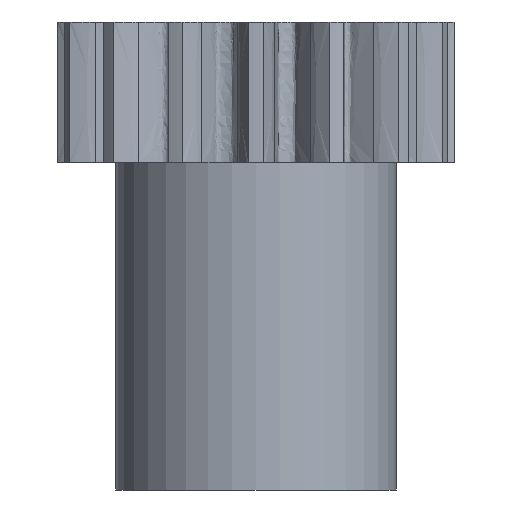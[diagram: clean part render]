
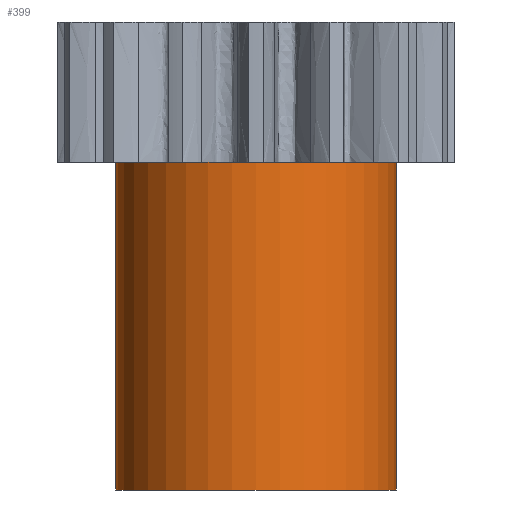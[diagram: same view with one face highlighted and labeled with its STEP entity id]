
A CAD part, front view. The second image highlights one B-rep face of the part: STEP entity #399.
In plain terms, the highlighted cylindrical face has radius 3 mm (diameter 6 mm), a partial arc.
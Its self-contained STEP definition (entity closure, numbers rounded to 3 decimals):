
#6 = EDGE_CURVE ( 'NONE', #295, #312, #797, .T. ) ;
#59 = EDGE_CURVE ( 'NONE', #155, #295, #1151, .T. ) ;
#154 = VERTEX_POINT ( 'NONE', #967 ) ;
#155 = VERTEX_POINT ( 'NONE', #978 ) ;
#159 = EDGE_CURVE ( 'NONE', #154, #312, #963, .T. ) ;
#295 = VERTEX_POINT ( 'NONE', #3459 ) ;
#312 = VERTEX_POINT ( 'NONE', #3434 ) ;
#397 = ORIENTED_EDGE ( 'NONE', *, *, #159, .F. ) ;
#398 = EDGE_CURVE ( 'NONE', #155, #154, #1445, .T. ) ;
#399 = ADVANCED_FACE ( 'NONE', ( #1527 ), #1574, .T. ) ;
#400 = ORIENTED_EDGE ( 'NONE', *, *, #59, .T. ) ;
#404 = ORIENTED_EDGE ( 'NONE', *, *, #6, .T. ) ;
#406 = ORIENTED_EDGE ( 'NONE', *, *, #398, .F. ) ;
#409 = EDGE_LOOP ( 'NONE', ( #397, #406, #400, #404 ) ) ;
#785 = DIRECTION ( 'NONE',  ( 1., 0., 0. ) ) ;
#786 = DIRECTION ( 'NONE',  ( 0., 0., -1. ) ) ;
#787 = CARTESIAN_POINT ( 'NONE',  ( 0., 0., -1.5 ) ) ;
#797 = CIRCLE ( 'NONE', #799, 3. ) ;
#799 = AXIS2_PLACEMENT_3D ( 'NONE', #787, #786, #785 ) ;
#959 = DIRECTION ( 'NONE',  ( 0., 0., 1. ) ) ;
#960 = VECTOR ( 'NONE', #959, 1000. ) ;
#962 = CARTESIAN_POINT ( 'NONE',  ( -3., 0., -8.5 ) ) ;
#963 = LINE ( 'NONE', #962, #960 ) ;
#967 = CARTESIAN_POINT ( 'NONE',  ( -3., 0., -8.5 ) ) ;
#978 = CARTESIAN_POINT ( 'NONE',  ( 3., 0., -8.5 ) ) ;
#1058 = DIRECTION ( 'NONE',  ( 0., 0., 1. ) ) ;
#1059 = VECTOR ( 'NONE', #1058, 1000. ) ;
#1061 = CARTESIAN_POINT ( 'NONE',  ( 3., 0., -8.5 ) ) ;
#1151 = LINE ( 'NONE', #1061, #1059 ) ;
#1436 = AXIS2_PLACEMENT_3D ( 'NONE', #1568, #1567, #1566 ) ;
#1445 = CIRCLE ( 'NONE', #1573, 3. ) ;
#1527 = FACE_OUTER_BOUND ( 'NONE', #409, .T. ) ;
#1566 = DIRECTION ( 'NONE',  ( 1., 0., 0. ) ) ;
#1567 = DIRECTION ( 'NONE',  ( 0., 0., 1. ) ) ;
#1568 = CARTESIAN_POINT ( 'NONE',  ( 0., 0., -8.5 ) ) ;
#1570 = DIRECTION ( 'NONE',  ( -1., 0., 0. ) ) ;
#1571 = DIRECTION ( 'NONE',  ( 0., 0., -1. ) ) ;
#1572 = CARTESIAN_POINT ( 'NONE',  ( 0., 0., -8.5 ) ) ;
#1573 = AXIS2_PLACEMENT_3D ( 'NONE', #1572, #1571, #1570 ) ;
#1574 = CYLINDRICAL_SURFACE ( 'NONE', #1436, 3. ) ;
#3434 = CARTESIAN_POINT ( 'NONE',  ( -3., 0., -1.5 ) ) ;
#3459 = CARTESIAN_POINT ( 'NONE',  ( 3., 0., -1.5 ) ) ;
